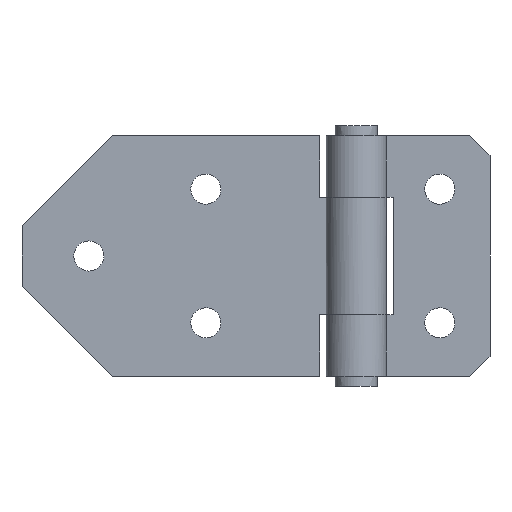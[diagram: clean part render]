
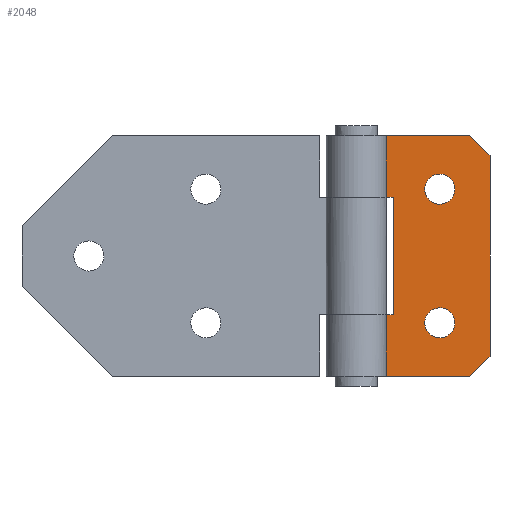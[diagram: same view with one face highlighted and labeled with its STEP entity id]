
A CAD part, front view. The second image highlights one B-rep face of the part: STEP entity #2048.
In plain terms, the highlighted free-form (B-spline) face has degree [1, 1] with [2, 2] control points.
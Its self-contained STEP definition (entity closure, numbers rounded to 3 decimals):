
#1155=CARTESIAN_POINT('',(20.531,5.0,20.531));
#1156=VERTEX_POINT('',#1155);
#1157=CARTESIAN_POINT('',(25.0,5.0,15.5));
#1158=VERTEX_POINT('',#1157);
#1159=CARTESIAN_POINT('',(20.531,5.0,20.531));
#1160=CARTESIAN_POINT('',(20.5,5.0,20.267));
#1161=CARTESIAN_POINT('',(20.5,5.0,20.0));
#1162=CARTESIAN_POINT('',(20.5,5.,15.5));
#1163=CARTESIAN_POINT('',(25.0,5.0,15.5));
#1171=(BOUNDED_CURVE()B_SPLINE_CURVE(2,(#1159,#1160,#1161,#1162,#1163),.UNSPECIFIED.,.F.,.U.)B_SPLINE_CURVE_WITH_KNOTS((3,2,3),(0.23,0.25,0.5),.UNSPECIFIED.)CURVE()GEOMETRIC_REPRESENTATION_ITEM()RATIONAL_B_SPLINE_CURVE((0.956,0.976,1.0,0.707,1.0))REPRESENTATION_ITEM(''));
#1172=EDGE_CURVE('',#1156,#1158,#1171,.T.);
#1174=CARTESIAN_POINT('',(29.492,5.0,19.725));
#1175=VERTEX_POINT('',#1174);
#1176=CARTESIAN_POINT('',(25.0,5.0,15.5));
#1177=CARTESIAN_POINT('',(29.233,5.0,15.5));
#1178=CARTESIAN_POINT('',(29.492,5.0,19.725));
#1186=(BOUNDED_CURVE()B_SPLINE_CURVE(2,(#1176,#1177,#1178),.UNSPECIFIED.,.F.,.U.)B_SPLINE_CURVE_WITH_KNOTS((3,3),(0.5,0.739),.UNSPECIFIED.)CURVE()GEOMETRIC_REPRESENTATION_ITEM()RATIONAL_B_SPLINE_CURVE((1.0,0.72,0.976))REPRESENTATION_ITEM(''));
#1187=EDGE_CURVE('',#1158,#1175,#1186,.T.);
#1254=CARTESIAN_POINT('',(25.0,5.0,24.5));
#1255=VERTEX_POINT('',#1254);
#1256=CARTESIAN_POINT('',(25.0,5.0,24.5));
#1257=CARTESIAN_POINT('',(21.003,5.,24.5));
#1258=CARTESIAN_POINT('',(20.531,5.0,20.531));
#1266=(BOUNDED_CURVE()B_SPLINE_CURVE(2,(#1256,#1257,#1258),.UNSPECIFIED.,.F.,.U.)B_SPLINE_CURVE_WITH_KNOTS((3,3),(0.0,0.23),.UNSPECIFIED.)CURVE()GEOMETRIC_REPRESENTATION_ITEM()RATIONAL_B_SPLINE_CURVE((1.0,0.731,0.956))REPRESENTATION_ITEM(''));
#1267=EDGE_CURVE('',#1255,#1156,#1266,.T.);
#1301=CARTESIAN_POINT('',(29.492,5.,19.725));
#1302=CARTESIAN_POINT('',(29.5,5.0,19.863));
#1303=CARTESIAN_POINT('',(29.5,5.0,20.0));
#1304=CARTESIAN_POINT('',(29.5,5.,24.5));
#1305=CARTESIAN_POINT('',(25.0,5.0,24.5));
#1313=(BOUNDED_CURVE()B_SPLINE_CURVE(2,(#1301,#1302,#1303,#1304,#1305),.UNSPECIFIED.,.F.,.U.)B_SPLINE_CURVE_WITH_KNOTS((3,2,3),(0.739,0.75,1.0),.UNSPECIFIED.)CURVE()GEOMETRIC_REPRESENTATION_ITEM()RATIONAL_B_SPLINE_CURVE((0.976,0.988,1.0,0.707,1.0))REPRESENTATION_ITEM(''));
#1314=EDGE_CURVE('',#1175,#1255,#1313,.T.);
#1341=CARTESIAN_POINT('',(20.531,5.0,-19.469));
#1342=VERTEX_POINT('',#1341);
#1343=CARTESIAN_POINT('',(25.0,5.0,-24.5));
#1344=VERTEX_POINT('',#1343);
#1345=CARTESIAN_POINT('',(20.531,5.,-19.469));
#1346=CARTESIAN_POINT('',(20.5,5.,-19.734));
#1347=CARTESIAN_POINT('',(20.5,5.0,-20.));
#1348=CARTESIAN_POINT('',(20.5,5.,-24.5));
#1349=CARTESIAN_POINT('',(25.0,5.0,-24.5));
#1357=(BOUNDED_CURVE()B_SPLINE_CURVE(2,(#1345,#1346,#1347,#1348,#1349),.UNSPECIFIED.,.F.,.U.)B_SPLINE_CURVE_WITH_KNOTS((3,2,3),(0.23,0.25,0.5),.UNSPECIFIED.)CURVE()GEOMETRIC_REPRESENTATION_ITEM()RATIONAL_B_SPLINE_CURVE((0.956,0.976,1.0,0.707,1.0))REPRESENTATION_ITEM(''));
#1358=EDGE_CURVE('',#1342,#1344,#1357,.T.);
#1360=CARTESIAN_POINT('',(29.492,5.0,-20.275));
#1361=VERTEX_POINT('',#1360);
#1362=CARTESIAN_POINT('',(25.0,5.0,-24.5));
#1363=CARTESIAN_POINT('',(29.233,5.0,-24.5));
#1364=CARTESIAN_POINT('',(29.492,5.0,-20.275));
#1372=(BOUNDED_CURVE()B_SPLINE_CURVE(2,(#1362,#1363,#1364),.UNSPECIFIED.,.F.,.U.)B_SPLINE_CURVE_WITH_KNOTS((3,3),(0.5,0.739),.UNSPECIFIED.)CURVE()GEOMETRIC_REPRESENTATION_ITEM()RATIONAL_B_SPLINE_CURVE((1.0,0.72,0.976))REPRESENTATION_ITEM(''));
#1373=EDGE_CURVE('',#1344,#1361,#1372,.T.);
#1440=CARTESIAN_POINT('',(25.0,5.0,-15.5));
#1441=VERTEX_POINT('',#1440);
#1442=CARTESIAN_POINT('',(25.0,5.0,-15.5));
#1443=CARTESIAN_POINT('',(21.003,5.,-15.5));
#1444=CARTESIAN_POINT('',(20.531,5.0,-19.469));
#1452=(BOUNDED_CURVE()B_SPLINE_CURVE(2,(#1442,#1443,#1444),.UNSPECIFIED.,.F.,.U.)B_SPLINE_CURVE_WITH_KNOTS((3,3),(0.0,0.23),.UNSPECIFIED.)CURVE()GEOMETRIC_REPRESENTATION_ITEM()RATIONAL_B_SPLINE_CURVE((1.0,0.731,0.956))REPRESENTATION_ITEM(''));
#1453=EDGE_CURVE('',#1441,#1342,#1452,.T.);
#1487=CARTESIAN_POINT('',(29.492,5.0,-20.275));
#1488=CARTESIAN_POINT('',(29.5,5.0,-20.138));
#1489=CARTESIAN_POINT('',(29.5,5.0,-20.));
#1490=CARTESIAN_POINT('',(29.5,5.,-15.5));
#1491=CARTESIAN_POINT('',(25.0,5.0,-15.5));
#1499=(BOUNDED_CURVE()B_SPLINE_CURVE(2,(#1487,#1488,#1489,#1490,#1491),.UNSPECIFIED.,.F.,.U.)B_SPLINE_CURVE_WITH_KNOTS((3,2,3),(0.739,0.75,1.0),.UNSPECIFIED.)CURVE()GEOMETRIC_REPRESENTATION_ITEM()RATIONAL_B_SPLINE_CURVE((0.976,0.988,1.0,0.707,1.0))REPRESENTATION_ITEM(''));
#1500=EDGE_CURVE('',#1361,#1441,#1499,.T.);
#1519=CARTESIAN_POINT('',(40.0,5.0,-30.));
#1520=VERTEX_POINT('',#1519);
#1526=CARTESIAN_POINT('',(34.0,5.0,-36.));
#1527=VERTEX_POINT('',#1526);
#1528=CARTESIAN_POINT('',(34.0,5.0,-36.));
#1529=CARTESIAN_POINT('',(40.0,5.0,-30.));
#1530=QUASI_UNIFORM_CURVE('',1,(#1528,#1529),.UNSPECIFIED.,.F.,.U.);
#1531=EDGE_CURVE('',#1527,#1520,#1530,.T.);
#1555=CARTESIAN_POINT('',(34.0,5.0,36.0));
#1556=VERTEX_POINT('',#1555);
#1562=CARTESIAN_POINT('',(40.0,5.0,30.0));
#1563=VERTEX_POINT('',#1562);
#1564=CARTESIAN_POINT('',(40.0,5.0,30.0));
#1565=CARTESIAN_POINT('',(34.0,5.0,36.0));
#1566=QUASI_UNIFORM_CURVE('',1,(#1564,#1565),.UNSPECIFIED.,.F.,.U.);
#1567=EDGE_CURVE('',#1563,#1556,#1566,.T.);
#1612=CARTESIAN_POINT('',(11.0,5.0,17.5));
#1613=VERTEX_POINT('',#1612);
#1619=CARTESIAN_POINT('',(0.0,5.0,17.5));
#1620=VERTEX_POINT('',#1619);
#1621=CARTESIAN_POINT('',(11.0,5.0,17.5));
#1622=CARTESIAN_POINT('',(0.0,5.0,17.5));
#1623=QUASI_UNIFORM_CURVE('',1,(#1621,#1622),.UNSPECIFIED.,.F.,.U.);
#1624=EDGE_CURVE('',#1613,#1620,#1623,.T.);
#1690=CARTESIAN_POINT('',(0.0,5.0,-17.5));
#1691=VERTEX_POINT('',#1690);
#1711=CARTESIAN_POINT('',(11.0,5.0,-17.5));
#1712=VERTEX_POINT('',#1711);
#1713=CARTESIAN_POINT('',(0.0,5.0,-17.5));
#1714=CARTESIAN_POINT('',(11.0,5.0,-17.5));
#1715=QUASI_UNIFORM_CURVE('',1,(#1713,#1714),.UNSPECIFIED.,.F.,.U.);
#1716=EDGE_CURVE('',#1691,#1712,#1715,.T.);
#1738=CARTESIAN_POINT('',(11.0,5.0,-17.5));
#1739=CARTESIAN_POINT('',(11.0,5.0,17.5));
#1740=QUASI_UNIFORM_CURVE('',1,(#1738,#1739),.UNSPECIFIED.,.F.,.U.);
#1741=EDGE_CURVE('',#1712,#1613,#1740,.T.);
#1758=CARTESIAN_POINT('',(0.0,5.0,36.0));
#1759=VERTEX_POINT('',#1758);
#1760=CARTESIAN_POINT('',(34.0,5.0,36.0));
#1761=CARTESIAN_POINT('',(0.0,5.0,36.0));
#1762=QUASI_UNIFORM_CURVE('',1,(#1760,#1761),.UNSPECIFIED.,.F.,.U.);
#1763=EDGE_CURVE('',#1556,#1759,#1762,.T.);
#1836=CARTESIAN_POINT('',(0.0,5.0,-36.));
#1837=VERTEX_POINT('',#1836);
#1838=CARTESIAN_POINT('',(34.0,5.0,-36.));
#1839=CARTESIAN_POINT('',(0.0,5.0,-36.));
#1840=QUASI_UNIFORM_CURVE('',1,(#1838,#1839),.UNSPECIFIED.,.F.,.U.);
#1841=EDGE_CURVE('',#1527,#1837,#1840,.T.);
#1898=CARTESIAN_POINT('',(40.0,5.0,-30.));
#1899=CARTESIAN_POINT('',(40.0,5.0,30.0));
#1900=QUASI_UNIFORM_CURVE('',1,(#1898,#1899),.UNSPECIFIED.,.F.,.U.);
#1901=EDGE_CURVE('',#1520,#1563,#1900,.T.);
#1977=CARTESIAN_POINT('',(0.0,5.0,17.5));
#1978=CARTESIAN_POINT('',(0.0,5.0,36.0));
#1979=QUASI_UNIFORM_CURVE('',1,(#1977,#1978),.UNSPECIFIED.,.F.,.U.);
#1980=EDGE_CURVE('',#1620,#1759,#1979,.T.);
#2008=CARTESIAN_POINT('',(0.0,5.0,-36.));
#2009=CARTESIAN_POINT('',(0.0,5.0,-17.5));
#2010=QUASI_UNIFORM_CURVE('',1,(#2008,#2009),.UNSPECIFIED.,.F.,.U.);
#2011=EDGE_CURVE('',#1837,#1691,#2010,.T.);
#2019=CARTESIAN_POINT('',(-1.998,5.0,-39.596));
#2020=CARTESIAN_POINT('',(-1.998,5.0,39.596));
#2021=CARTESIAN_POINT('',(41.998,5.0,-39.596));
#2022=CARTESIAN_POINT('',(41.998,5.0,39.596));
#2023=B_SPLINE_SURFACE_WITH_KNOTS('',1,1,((#2019,#2021),(#2020,#2022)),.UNSPECIFIED.,.F.,.F.,.U.,(2,2),(2,2),(0.0,79.193),(0.0,43.996),.UNSPECIFIED.);
#2024=ORIENTED_EDGE('',*,*,#1841,.F.);
#2025=ORIENTED_EDGE('',*,*,#1531,.T.);
#2026=ORIENTED_EDGE('',*,*,#1901,.T.);
#2027=ORIENTED_EDGE('',*,*,#1567,.T.);
#2028=ORIENTED_EDGE('',*,*,#1763,.T.);
#2029=ORIENTED_EDGE('',*,*,#1980,.F.);
#2030=ORIENTED_EDGE('',*,*,#1624,.F.);
#2031=ORIENTED_EDGE('',*,*,#1741,.F.);
#2032=ORIENTED_EDGE('',*,*,#1716,.F.);
#2033=ORIENTED_EDGE('',*,*,#2011,.F.);
#2034=EDGE_LOOP('',(#2024,#2025,#2026,#2027,#2028,#2029,#2030,#2031,#2032,#2033));
#2035=FACE_OUTER_BOUND('',#2034,.T.);
#2036=ORIENTED_EDGE('',*,*,#1373,.F.);
#2037=ORIENTED_EDGE('',*,*,#1358,.F.);
#2038=ORIENTED_EDGE('',*,*,#1453,.F.);
#2039=ORIENTED_EDGE('',*,*,#1500,.F.);
#2040=EDGE_LOOP('',(#2036,#2037,#2038,#2039));
#2041=FACE_BOUND('',#2040,.T.);
#2042=ORIENTED_EDGE('',*,*,#1187,.F.);
#2043=ORIENTED_EDGE('',*,*,#1172,.F.);
#2044=ORIENTED_EDGE('',*,*,#1267,.F.);
#2045=ORIENTED_EDGE('',*,*,#1314,.F.);
#2046=EDGE_LOOP('',(#2042,#2043,#2044,#2045));
#2047=FACE_BOUND('',#2046,.T.);
#2048=ADVANCED_FACE('',(#2035,#2041,#2047),#2023,.F.);
